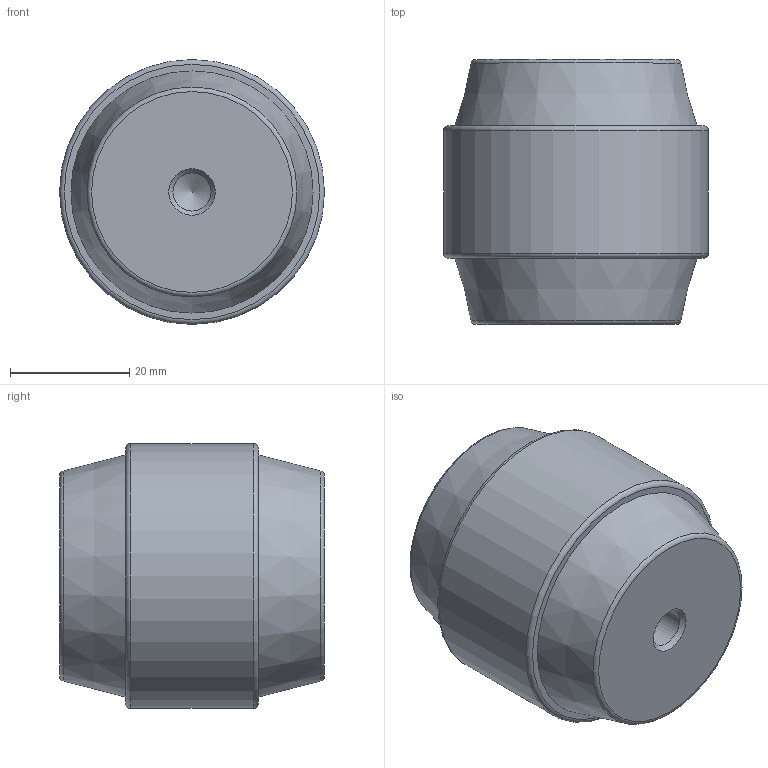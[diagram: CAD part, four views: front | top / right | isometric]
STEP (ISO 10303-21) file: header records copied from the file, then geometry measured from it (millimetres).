
FILE_DESCRIPTION(/* description */ (''),/* implementation_level */ '2;1');
FILE_NAME(/* name */ '2015-1A Standoff Insulators.stp',/* time_stamp */ '2014-11-18T15:28:24-05:00',/* author */ ('FBarcia'),/* organization */ (''),/* preprocessor_version */ 'ST-DEVELOPER v15.6',/* originating_system */ 'Autodesk Inventor 2015',/* authorisation */ '');
FILE_SCHEMA (('AUTOMOTIVE_DESIGN { 1 0 10303 214 3 1 1 }'));
Length unit declared in the file: inch
Products named in the file (1): 2015-1A Standoff Insulators
Bounding box: 44.45 x 44.45 x 44.45 mm (x, y, z)
Volume: 58734.3 mm3; surface area: 8494.1 mm2
Topology: 1 solids, 1 shells, 17 faces, 31 edges, 18 vertices
Faces by surface type: cone 6, torus 4, plane 4, cylinder 3
Full cylindrical faces by diameter (mm): 6.401 x2, 44.45 x1
Entity records: 360 total; most frequent: DIRECTION 68, CARTESIAN_POINT 50, AXIS2_PLACEMENT_3D 34, EDGE_LOOP 32, ORIENTED_EDGE 32, FACE_OUTER_BOUND 17, ADVANCED_FACE 17, CIRCLE 16
